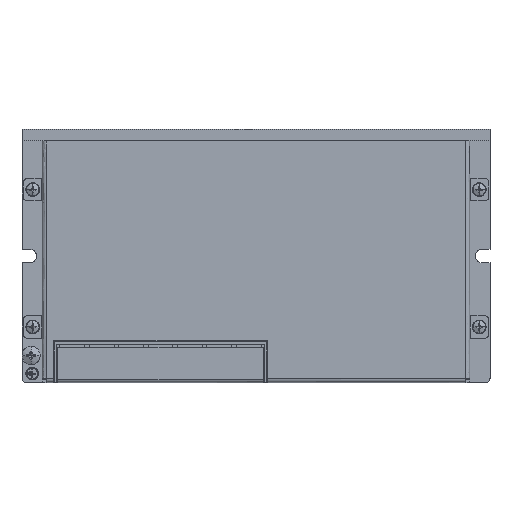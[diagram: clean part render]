
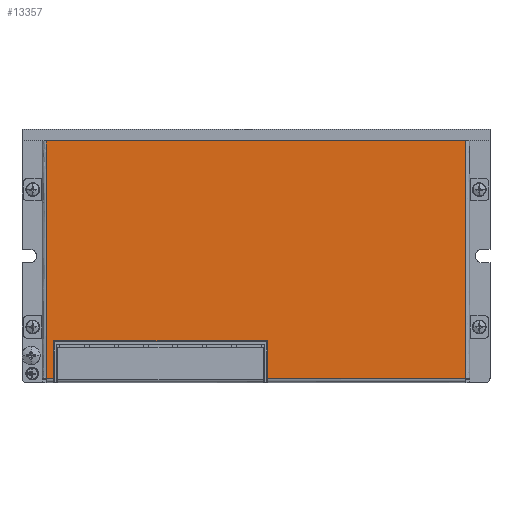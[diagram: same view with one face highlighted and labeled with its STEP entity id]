
A CAD part, top view. The second image highlights one B-rep face of the part: STEP entity #13357.
In plain terms, the highlighted planar face has unit normal (0, 0, 1).
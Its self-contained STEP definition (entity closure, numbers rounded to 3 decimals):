
#13357=ADVANCED_FACE('',(#16445),#89215,.T.);
#16445=FACE_OUTER_BOUND('',#19751,.T.);
#19751=EDGE_LOOP('',(#33989,#33990,#33991,#33992,#33993,#33994,#33995,#33996,
#33997,#33998,#33999));
#33989=ORIENTED_EDGE('',*,*,#50769,.T.);
#33990=ORIENTED_EDGE('',*,*,#50767,.T.);
#33991=ORIENTED_EDGE('',*,*,#50766,.T.);
#33992=ORIENTED_EDGE('',*,*,#50765,.F.);
#33993=ORIENTED_EDGE('',*,*,#50761,.F.);
#33994=ORIENTED_EDGE('',*,*,#50759,.F.);
#33995=ORIENTED_EDGE('',*,*,#50762,.T.);
#33996=ORIENTED_EDGE('',*,*,#50764,.F.);
#33997=ORIENTED_EDGE('',*,*,#50763,.F.);
#33998=ORIENTED_EDGE('',*,*,#50760,.F.);
#33999=ORIENTED_EDGE('',*,*,#50768,.T.);
#50759=EDGE_CURVE('',#84297,#84298,#68816,.T.);
#50760=EDGE_CURVE('',#84300,#84299,#68817,.T.);
#50761=EDGE_CURVE('',#84298,#84301,#68818,.T.);
#50762=EDGE_CURVE('',#84297,#84302,#68819,.T.);
#50763=EDGE_CURVE('',#84299,#84303,#68820,.T.);
#50764=EDGE_CURVE('',#84303,#84302,#68821,.T.);
#50765=EDGE_CURVE('',#84301,#84304,#68822,.T.);
#50766=EDGE_CURVE('',#84305,#84304,#56758,.T.);
#50767=EDGE_CURVE('',#84307,#84305,#68823,.T.);
#50768=EDGE_CURVE('',#84300,#84306,#68824,.T.);
#50769=EDGE_CURVE('',#84306,#84307,#56759,.T.);
#56758=(
BOUNDED_CURVE()
B_SPLINE_CURVE(2,(#164057,#164058,#164059),.UNSPECIFIED.,.F.,.F.)
B_SPLINE_CURVE_WITH_KNOTS((3,3),(0.,0.314),.UNSPECIFIED.)
CURVE()
GEOMETRIC_REPRESENTATION_ITEM()
RATIONAL_B_SPLINE_CURVE((1.,0.707,1.))
REPRESENTATION_ITEM('')
);
#56759=(
BOUNDED_CURVE()
B_SPLINE_CURVE(2,(#164064,#164065,#164066),.UNSPECIFIED.,.F.,.F.)
B_SPLINE_CURVE_WITH_KNOTS((3,3),(-0.314,0.),.UNSPECIFIED.)
CURVE()
GEOMETRIC_REPRESENTATION_ITEM()
RATIONAL_B_SPLINE_CURVE((1.,0.707,1.))
REPRESENTATION_ITEM('')
);
#68816=B_SPLINE_CURVE_WITH_KNOTS('',1,(#164043,#164044),.UNSPECIFIED.,.F.,
 .F.,(2,2),(0.,105.38),.UNSPECIFIED.);
#68817=B_SPLINE_CURVE_WITH_KNOTS('',1,(#164045,#164046),.UNSPECIFIED.,.F.,
 .F.,(2,2),(0.,3.243),.UNSPECIFIED.);
#68818=B_SPLINE_CURVE_WITH_KNOTS('',1,(#164047,#164048),.UNSPECIFIED.,.F.,
 .F.,(2,2),(0.,87.717),.UNSPECIFIED.);
#68819=B_SPLINE_CURVE_WITH_KNOTS('',1,(#164049,#164050),.UNSPECIFIED.,.F.,
 .F.,(2,2),(0.,185.76),.UNSPECIFIED.);
#68820=B_SPLINE_CURVE_WITH_KNOTS('',1,(#164051,#164052),.UNSPECIFIED.,.F.,
 .F.,(2,2),(-103.38,0.),.UNSPECIFIED.);
#68821=B_SPLINE_CURVE_WITH_KNOTS('',1,(#164053,#164054),.UNSPECIFIED.,.F.,
 .F.,(2,2),(-2.,0.),.UNSPECIFIED.);
#68822=B_SPLINE_CURVE_WITH_KNOTS('',1,(#164055,#164056),.UNSPECIFIED.,.F.,
 .F.,(2,2),(0.,16.58),.UNSPECIFIED.);
#68823=B_SPLINE_CURVE_WITH_KNOTS('',1,(#164060,#164061),.UNSPECIFIED.,.F.,
 .F.,(2,2),(0.,94.4),.UNSPECIFIED.);
#68824=B_SPLINE_CURVE_WITH_KNOTS('',1,(#164062,#164063),.UNSPECIFIED.,.F.,
 .F.,(2,2),(-16.58,0.),.UNSPECIFIED.);
#84297=VERTEX_POINT('',#164032);
#84298=VERTEX_POINT('',#164033);
#84299=VERTEX_POINT('',#164034);
#84300=VERTEX_POINT('',#164035);
#84301=VERTEX_POINT('',#164036);
#84302=VERTEX_POINT('',#164037);
#84303=VERTEX_POINT('',#164038);
#84304=VERTEX_POINT('',#164039);
#84305=VERTEX_POINT('',#164040);
#84306=VERTEX_POINT('',#164041);
#84307=VERTEX_POINT('',#164042);
#89215=PLANE('',#91138);
#91138=AXIS2_PLACEMENT_3D('',#164031,#93044,$);
#93044=DIRECTION('',(0.,0.,1.));
#164031=CARTESIAN_POINT('',(-14.347,118.865,26.5));
#164032=CARTESIAN_POINT('',(-32.983,108.267,26.5));
#164033=CARTESIAN_POINT('',(-32.983,2.887,26.5));
#164034=CARTESIAN_POINT('',(-218.743,2.887,26.5));
#164035=CARTESIAN_POINT('',(-215.5,2.887,26.5));
#164036=CARTESIAN_POINT('',(-120.7,2.887,26.5));
#164037=CARTESIAN_POINT('',(-218.743,108.267,26.5));
#164038=CARTESIAN_POINT('',(-218.743,106.267,26.5));
#164039=CARTESIAN_POINT('',(-120.7,19.467,26.5));
#164040=CARTESIAN_POINT('',(-120.9,19.667,26.5));
#164041=CARTESIAN_POINT('',(-215.5,19.467,26.5));
#164042=CARTESIAN_POINT('',(-215.3,19.667,26.5));
#164043=CARTESIAN_POINT('',(-32.983,108.267,26.5));
#164044=CARTESIAN_POINT('',(-32.983,2.887,26.5));
#164045=CARTESIAN_POINT('',(-215.5,2.887,26.5));
#164046=CARTESIAN_POINT('',(-218.743,2.887,26.5));
#164047=CARTESIAN_POINT('',(-32.983,2.887,26.5));
#164048=CARTESIAN_POINT('',(-120.7,2.887,26.5));
#164049=CARTESIAN_POINT('',(-32.983,108.267,26.5));
#164050=CARTESIAN_POINT('',(-218.743,108.267,26.5));
#164051=CARTESIAN_POINT('',(-218.743,2.887,26.5));
#164052=CARTESIAN_POINT('',(-218.743,106.267,26.5));
#164053=CARTESIAN_POINT('',(-218.743,106.267,26.5));
#164054=CARTESIAN_POINT('',(-218.743,108.267,26.5));
#164055=CARTESIAN_POINT('',(-120.7,2.887,26.5));
#164056=CARTESIAN_POINT('',(-120.7,19.467,26.5));
#164057=CARTESIAN_POINT('',(-120.9,19.667,26.5));
#164058=CARTESIAN_POINT('',(-120.7,19.667,26.5));
#164059=CARTESIAN_POINT('',(-120.7,19.467,26.5));
#164060=CARTESIAN_POINT('',(-215.3,19.667,26.5));
#164061=CARTESIAN_POINT('',(-120.9,19.667,26.5));
#164062=CARTESIAN_POINT('',(-215.5,2.887,26.5));
#164063=CARTESIAN_POINT('',(-215.5,19.467,26.5));
#164064=CARTESIAN_POINT('',(-215.5,19.467,26.5));
#164065=CARTESIAN_POINT('',(-215.5,19.667,26.5));
#164066=CARTESIAN_POINT('',(-215.3,19.667,26.5));
